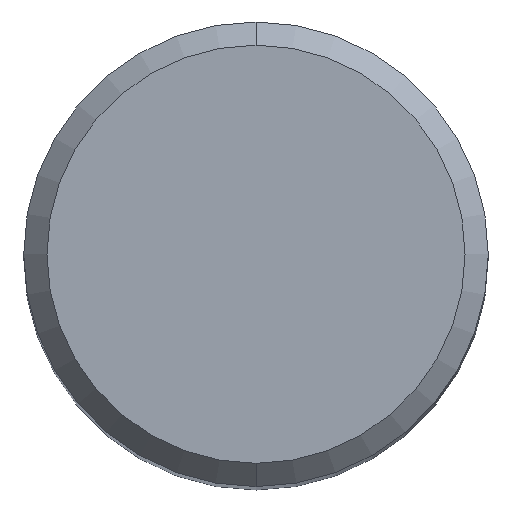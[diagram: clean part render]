
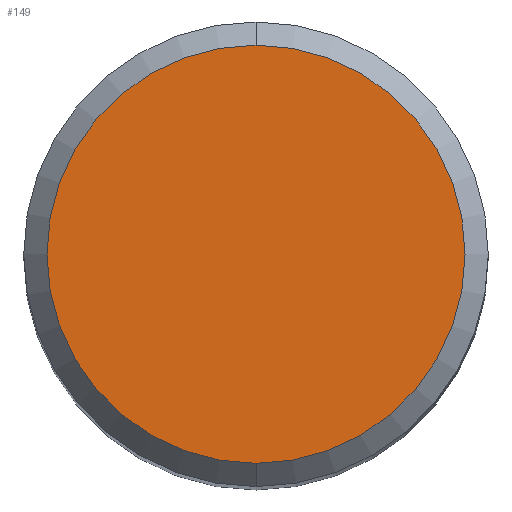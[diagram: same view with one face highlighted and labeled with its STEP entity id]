
A CAD part, top view. The second image highlights one B-rep face of the part: STEP entity #149.
In plain terms, the highlighted planar face has unit normal (0, 0, 1).
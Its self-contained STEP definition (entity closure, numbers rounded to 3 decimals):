
#99=EDGE_CURVE('',#175,#187,#250,.T.);
#139=EDGE_CURVE('',#187,#175,#294,.T.);
#149=ADVANCED_FACE('',(#305),#306,.T.);
#175=VERTEX_POINT('',#333);
#187=VERTEX_POINT('',#345);
#250=CIRCLE('',#411,3.6);
#294=CIRCLE('',#464,3.6);
#305=FACE_OUTER_BOUND('',#479,.T.);
#306=PLANE('',#480);
#333=CARTESIAN_POINT('',(0.0,3.6,0.0));
#345=CARTESIAN_POINT('',(0.,-3.6,0.0));
#411=AXIS2_PLACEMENT_3D('',#601,#602,#603);
#464=AXIS2_PLACEMENT_3D('',#652,#653,#654);
#479=EDGE_LOOP('',(#664,#665));
#480=AXIS2_PLACEMENT_3D('',#666,#667,#668);
#601=CARTESIAN_POINT('',(0.0,0.0,0.0));
#602=DIRECTION('',(0.0,0.0,-1.0));
#603=DIRECTION('',(0.0,1.0,0.0));
#652=CARTESIAN_POINT('',(0.0,0.0,0.0));
#653=DIRECTION('',(0.0,0.0,-1.0));
#654=DIRECTION('',(0.0,1.0,0.0));
#664=ORIENTED_EDGE('',*,*,#99,.F.);
#665=ORIENTED_EDGE('',*,*,#139,.F.);
#666=CARTESIAN_POINT('',(0.0,1.8,0.0));
#667=DIRECTION('',(-0.0,0.0,1.0));
#668=DIRECTION('',(0.0,-1.0,0.0));
